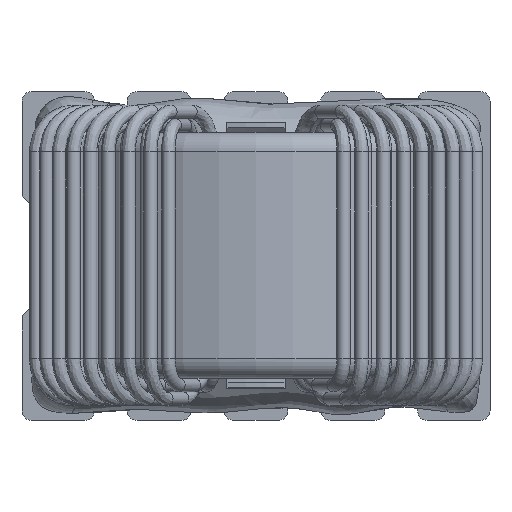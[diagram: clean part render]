
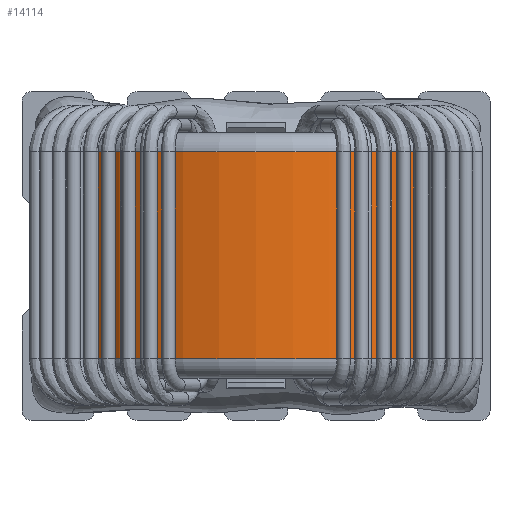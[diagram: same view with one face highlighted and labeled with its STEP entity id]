
A CAD part, top view. The second image highlights one B-rep face of the part: STEP entity #14114.
In plain terms, the highlighted cylindrical face has radius 11 mm (diameter 22 mm), a full revolution.
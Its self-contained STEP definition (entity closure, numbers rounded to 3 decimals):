
#1601=ORIENTED_EDGE('',*,*,#3488,.T.);
#1602=ORIENTED_EDGE('',*,*,#3489,.T.);
#3488=EDGE_CURVE('',#4557,#4557,#5455,.T.);
#3489=EDGE_CURVE('',#4558,#4558,#5456,.F.);
#4557=VERTEX_POINT('',#36449);
#4558=VERTEX_POINT('',#36451);
#5455=CIRCLE('',#15070,11.);
#5456=CIRCLE('',#15071,11.);
#6402=EDGE_LOOP('',(#1601));
#6403=EDGE_LOOP('',(#1602));
#7737=FACE_BOUND('',#6402,.T.);
#7738=FACE_BOUND('',#6403,.T.);
#8692=CYLINDRICAL_SURFACE('',#15069,11.);
#14114=ADVANCED_FACE('',(#7737,#7738),#8692,.T.);
#15069=AXIS2_PLACEMENT_3D('',#36447,#16771,#16772);
#15070=AXIS2_PLACEMENT_3D('',#36448,#16773,#16774);
#15071=AXIS2_PLACEMENT_3D('',#36450,#16775,#16776);
#16771=DIRECTION('',(0.,1.,0.));
#16772=DIRECTION('',(0.,0.,1.));
#16773=DIRECTION('',(0.,1.,0.));
#16774=DIRECTION('',(0.,0.,1.));
#16775=DIRECTION('',(0.,1.,0.));
#16776=DIRECTION('',(0.,0.,1.));
#36447=CARTESIAN_POINT('',(0.,-6.35,15.1));
#36448=CARTESIAN_POINT('',(0.,-5.35,15.1));
#36449=CARTESIAN_POINT('',(0.,-5.35,26.1));
#36450=CARTESIAN_POINT('',(0.,5.35,15.1));
#36451=CARTESIAN_POINT('',(0.,5.35,26.1));
